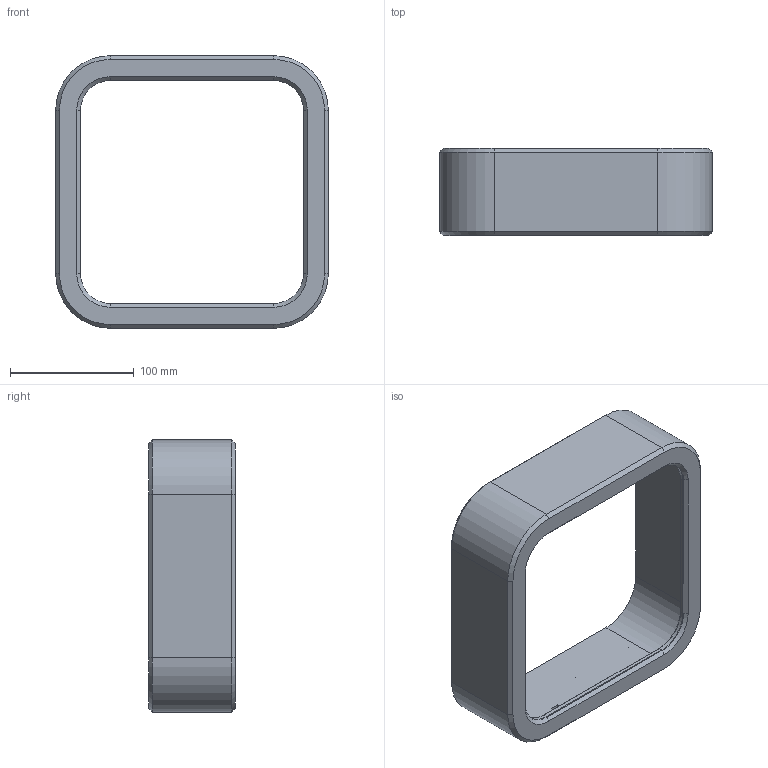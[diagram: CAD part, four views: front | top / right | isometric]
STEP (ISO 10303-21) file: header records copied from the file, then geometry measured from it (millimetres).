
FILE_DESCRIPTION(/* description */ (''),/* implementation_level */ '2;1');
FILE_NAME(/* name */ 'Square.step',/* time_stamp */ '2025-04-26T08:32:05+02:00',/* author */ (''),/* organization */ (''),/* preprocessor_version */ 'ST-DEVELOPER v20.1',/* originating_system */ 'Autodesk Translation Framework v14.4.0.0',/* authorisation */ '');
FILE_SCHEMA (('AUTOMOTIVE_DESIGN { 1 0 10303 214 3 1 1 }'));
Products named in the file (1): Square
Bounding box: 220 x 70 x 220 mm (x, y, z)
Volume: 537434.6 mm3; surface area: 143542.2 mm2
Topology: 1 solids, 1 shells, 628 faces, 1788 edges, 1166 vertices
Faces by surface type: cylinder 490, plane 73, cone 35, bspline 30
Full cylindrical faces by diameter (mm): 2.529 x75, 3.086 x63
Entity records: 47845 total; most frequent: CARTESIAN_POINT 33448, ORIENTED_EDGE 3546, DIRECTION 2149, EDGE_CURVE 1773, VERTEX_POINT 1166, B_SPLINE_CURVE_WITH_KNOTS 984, AXIS2_PLACEMENT_3D 761, EDGE_LOOP 651
